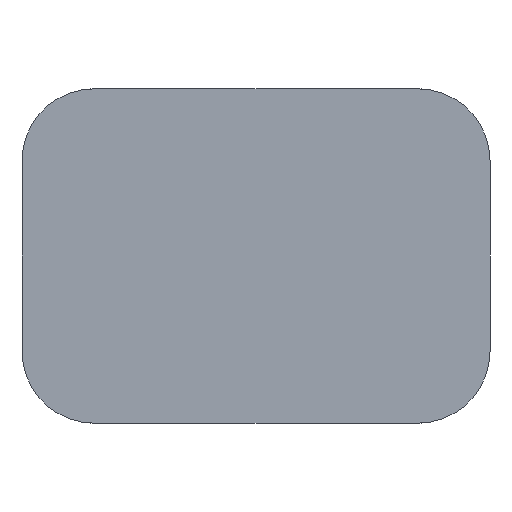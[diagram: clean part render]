
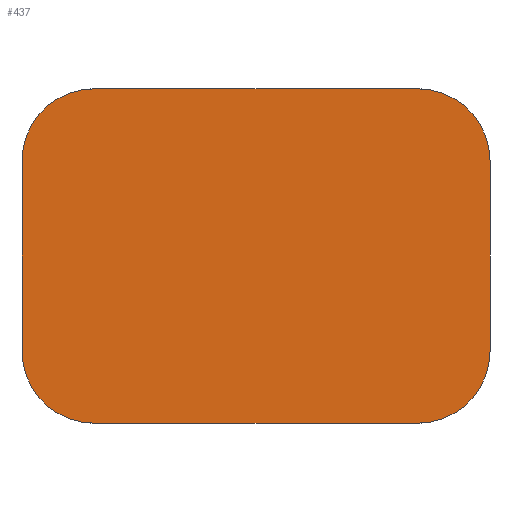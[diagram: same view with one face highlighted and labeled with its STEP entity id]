
A CAD part, front view. The second image highlights one B-rep face of the part: STEP entity #437.
In plain terms, the highlighted planar face has unit normal (0, -1, 0).
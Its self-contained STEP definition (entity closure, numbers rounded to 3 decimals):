
#15=CIRCLE('',#475,2.15);
#26=CIRCLE('',#492,2.15);
#27=CIRCLE('',#494,2.15);
#28=CIRCLE('',#495,2.15);
#47=FACE_OUTER_BOUND('',#68,.T.);
#68=EDGE_LOOP('',(#330,#331,#332,#333,#334,#335,#336,#337));
#104=LINE('',#696,#148);
#110=LINE('',#721,#154);
#111=LINE('',#724,#155);
#112=LINE('',#725,#156);
#148=VECTOR('',#568,10.);
#154=VECTOR('',#592,10.);
#155=VECTOR('',#595,10.);
#156=VECTOR('',#596,10.);
#174=VERTEX_POINT('',#653);
#175=VERTEX_POINT('',#654);
#191=VERTEX_POINT('',#694);
#198=VERTEX_POINT('',#712);
#199=VERTEX_POINT('',#714);
#200=VERTEX_POINT('',#718);
#201=VERTEX_POINT('',#720);
#202=VERTEX_POINT('',#722);
#218=EDGE_CURVE('',#174,#175,#15,.T.);
#239=EDGE_CURVE('',#174,#191,#104,.T.);
#248=EDGE_CURVE('',#198,#199,#26,.T.);
#250=EDGE_CURVE('',#200,#191,#27,.T.);
#251=EDGE_CURVE('',#200,#201,#110,.T.);
#252=EDGE_CURVE('',#202,#201,#28,.T.);
#253=EDGE_CURVE('',#202,#199,#111,.T.);
#254=EDGE_CURVE('',#198,#175,#112,.T.);
#330=ORIENTED_EDGE('',*,*,#218,.F.);
#331=ORIENTED_EDGE('',*,*,#239,.T.);
#332=ORIENTED_EDGE('',*,*,#250,.F.);
#333=ORIENTED_EDGE('',*,*,#251,.T.);
#334=ORIENTED_EDGE('',*,*,#252,.F.);
#335=ORIENTED_EDGE('',*,*,#253,.T.);
#336=ORIENTED_EDGE('',*,*,#248,.F.);
#337=ORIENTED_EDGE('',*,*,#254,.T.);
#396=PLANE('',#493);
#437=ADVANCED_FACE('',(#47),#396,.T.);
#475=AXIS2_PLACEMENT_3D('',#655,#532,#533);
#492=AXIS2_PLACEMENT_3D('',#715,#585,#586);
#493=AXIS2_PLACEMENT_3D('',#717,#588,#589);
#494=AXIS2_PLACEMENT_3D('',#719,#590,#591);
#495=AXIS2_PLACEMENT_3D('',#723,#593,#594);
#532=DIRECTION('center_axis',(0.,1.,0.));
#533=DIRECTION('ref_axis',(0.707,0.,0.707));
#568=DIRECTION('',(-1.,0.,0.));
#585=DIRECTION('center_axis',(0.,1.,0.));
#586=DIRECTION('ref_axis',(0.707,0.,-0.707));
#588=DIRECTION('center_axis',(0.,-1.,0.));
#589=DIRECTION('ref_axis',(0.,0.,-1.));
#590=DIRECTION('center_axis',(0.,1.,0.));
#591=DIRECTION('ref_axis',(-0.707,0.,0.707));
#592=DIRECTION('',(0.,0.,-1.));
#593=DIRECTION('center_axis',(0.,1.,0.));
#594=DIRECTION('ref_axis',(-0.707,0.,-0.707));
#595=DIRECTION('',(1.,0.,0.));
#596=DIRECTION('',(0.,0.,1.));
#653=CARTESIAN_POINT('',(4.85,138.,-32.952));
#654=CARTESIAN_POINT('',(7.,138.,-35.102));
#655=CARTESIAN_POINT('Origin',(4.85,138.,-35.102));
#694=CARTESIAN_POINT('',(-4.85,138.,-32.952));
#696=CARTESIAN_POINT('',(7.,138.,-32.952));
#712=CARTESIAN_POINT('',(7.,138.,-40.802));
#714=CARTESIAN_POINT('',(4.85,138.,-42.952));
#715=CARTESIAN_POINT('Origin',(4.85,138.,-40.802));
#717=CARTESIAN_POINT('Origin',(0.,138.,-37.952));
#718=CARTESIAN_POINT('',(-7.,138.,-35.102));
#719=CARTESIAN_POINT('Origin',(-4.85,138.,-35.102));
#720=CARTESIAN_POINT('',(-7.,138.,-40.802));
#721=CARTESIAN_POINT('',(-7.,138.,-32.952));
#722=CARTESIAN_POINT('',(-4.85,138.,-42.952));
#723=CARTESIAN_POINT('Origin',(-4.85,138.,-40.802));
#724=CARTESIAN_POINT('',(-7.,138.,-42.952));
#725=CARTESIAN_POINT('',(7.,138.,-42.952));
